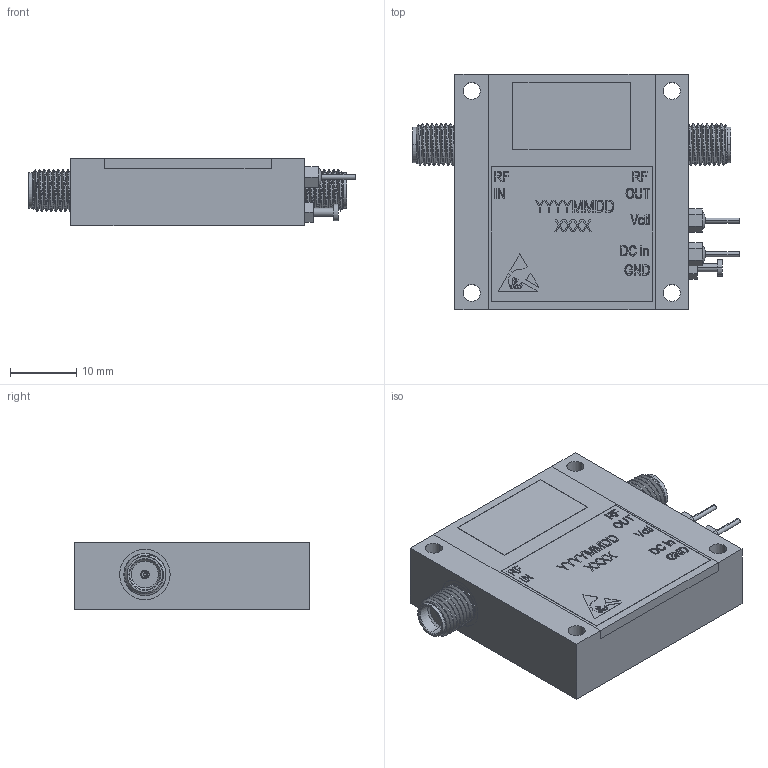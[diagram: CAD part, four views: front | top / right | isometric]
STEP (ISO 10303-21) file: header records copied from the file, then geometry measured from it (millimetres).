
FILE_DESCRIPTION (( 'STEP AP203' ), '1' );
FILE_NAME ('PE15A7001.step', '2020-09-08T20:41:54', ( '' ), ( '' ), 'SwSTEP 2.0', 'SolidWorks 2018', '' );
FILE_SCHEMA (( 'CONFIG_CONTROL_DESIGN' ));
Length unit declared in the file: inch
Products named in the file (1): PE15A7001
Bounding box: 49.28 x 35.56 x 10.21 mm (x, y, z)
Volume: 12904.2 mm3; surface area: 4831.4 mm2
Topology: 1 solids, 1 shells, 637 faces, 1684 edges, 1116 vertices
Faces by surface type: plane 405, bspline 137, cylinder 77, cone 14, sphere 4
Entity records: 27903 total; most frequent: CARTESIAN_POINT 13063, ORIENTED_EDGE 3368, DIRECTION 2446, EDGE_CURVE 1684, LINE 1224, VECTOR 1224, VERTEX_POINT 1116, EDGE_LOOP 712
